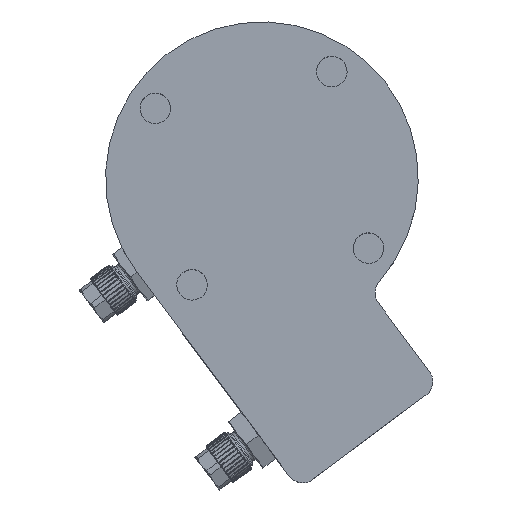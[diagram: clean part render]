
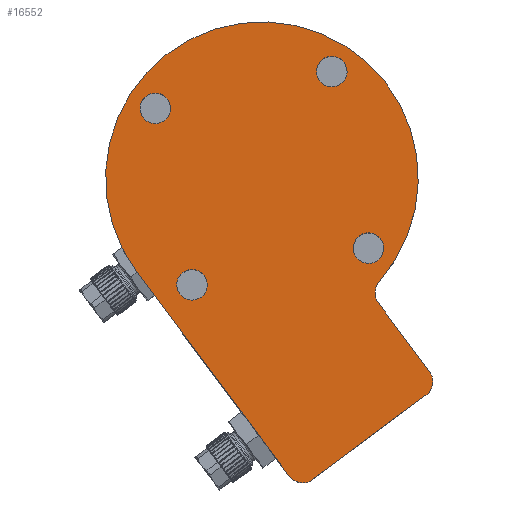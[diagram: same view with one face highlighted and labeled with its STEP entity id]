
A CAD part, top view. The second image highlights one B-rep face of the part: STEP entity #16552.
In plain terms, the highlighted planar face has unit normal (0, 0, 1).
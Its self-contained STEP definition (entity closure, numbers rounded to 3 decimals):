
#902=FACE_BOUND('',#4277,.T.);
#903=FACE_BOUND('',#4278,.T.);
#904=FACE_BOUND('',#4279,.T.);
#905=FACE_BOUND('',#4280,.T.);
#1326=LINE('',#33804,#2268);
#1332=LINE('',#33824,#2274);
#1336=LINE('',#33858,#2278);
#2268=VECTOR('',#20460,10.);
#2274=VECTOR('',#20478,10.);
#2278=VECTOR('',#20520,10.);
#3454=FACE_OUTER_BOUND('',#4276,.T.);
#4276=EDGE_LOOP('',(#12803,#12804,#12805,#12806,#12807,#12808,#12809));
#4277=EDGE_LOOP('',(#12810));
#4278=EDGE_LOOP('',(#12811));
#4279=EDGE_LOOP('',(#12812));
#4280=EDGE_LOOP('',(#12813));
#5186=CIRCLE('',#17733,46.);
#5187=CIRCLE('',#17735,4.5);
#5189=CIRCLE('',#17738,4.5);
#5191=CIRCLE('',#17741,4.5);
#5193=CIRCLE('',#17744,4.5);
#5199=CIRCLE('',#17754,5.);
#5201=CIRCLE('',#17757,5.);
#5203=CIRCLE('',#17760,5.);
#6774=VERTEX_POINT('',#33769);
#6776=VERTEX_POINT('',#33773);
#6777=VERTEX_POINT('',#33777);
#6779=VERTEX_POINT('',#33783);
#6781=VERTEX_POINT('',#33789);
#6783=VERTEX_POINT('',#33795);
#6785=VERTEX_POINT('',#33801);
#6792=VERTEX_POINT('',#33818);
#6794=VERTEX_POINT('',#33822);
#6795=VERTEX_POINT('',#33829);
#6797=VERTEX_POINT('',#33835);
#8913=EDGE_CURVE('',#6776,#6774,#5186,.T.);
#8914=EDGE_CURVE('',#6777,#6777,#5187,.T.);
#8917=EDGE_CURVE('',#6779,#6779,#5189,.T.);
#8920=EDGE_CURVE('',#6781,#6781,#5191,.T.);
#8923=EDGE_CURVE('',#6783,#6783,#5193,.T.);
#8927=EDGE_CURVE('',#6785,#6776,#1326,.T.);
#8937=EDGE_CURVE('',#6794,#6792,#1332,.T.);
#8938=EDGE_CURVE('',#6774,#6794,#5199,.T.);
#8940=EDGE_CURVE('',#6792,#6795,#5201,.T.);
#8943=EDGE_CURVE('',#6797,#6785,#5203,.T.);
#8954=EDGE_CURVE('',#6795,#6797,#1336,.T.);
#12803=ORIENTED_EDGE('',*,*,#8943,.F.);
#12804=ORIENTED_EDGE('',*,*,#8954,.F.);
#12805=ORIENTED_EDGE('',*,*,#8940,.F.);
#12806=ORIENTED_EDGE('',*,*,#8937,.F.);
#12807=ORIENTED_EDGE('',*,*,#8938,.F.);
#12808=ORIENTED_EDGE('',*,*,#8913,.F.);
#12809=ORIENTED_EDGE('',*,*,#8927,.F.);
#12810=ORIENTED_EDGE('',*,*,#8923,.T.);
#12811=ORIENTED_EDGE('',*,*,#8920,.T.);
#12812=ORIENTED_EDGE('',*,*,#8917,.T.);
#12813=ORIENTED_EDGE('',*,*,#8914,.T.);
#15293=PLANE('',#17771);
#16552=ADVANCED_FACE('',(#3454,#902,#903,#904,#905),#15293,.T.);
#17733=AXIS2_PLACEMENT_3D('',#33775,#20427,#20428);
#17735=AXIS2_PLACEMENT_3D('',#33778,#20431,#20432);
#17738=AXIS2_PLACEMENT_3D('',#33784,#20438,#20439);
#17741=AXIS2_PLACEMENT_3D('',#33790,#20445,#20446);
#17744=AXIS2_PLACEMENT_3D('',#33796,#20452,#20453);
#17754=AXIS2_PLACEMENT_3D('',#33826,#20481,#20482);
#17757=AXIS2_PLACEMENT_3D('',#33830,#20487,#20488);
#17760=AXIS2_PLACEMENT_3D('',#33836,#20494,#20495);
#17771=AXIS2_PLACEMENT_3D('',#33857,#20518,#20519);
#20427=DIRECTION('center_axis',(0.,0.,
-1.));
#20428=DIRECTION('ref_axis',(0.598,-0.801,0.));
#20431=DIRECTION('center_axis',(0.,0.,
-1.));
#20432=DIRECTION('ref_axis',(0.801,0.598,0.));
#20438=DIRECTION('center_axis',(0.,0.,
-1.));
#20439=DIRECTION('ref_axis',(0.598,-0.801,0.));
#20445=DIRECTION('center_axis',(0.,0.,
-1.));
#20446=DIRECTION('ref_axis',(-0.801,-0.598,0.));
#20452=DIRECTION('center_axis',(0.,0.,
-1.));
#20453=DIRECTION('ref_axis',(-0.598,0.801,0.));
#20460=DIRECTION('',(-0.598,0.801,0.));
#20478=DIRECTION('',(0.598,-0.801,0.));
#20481=DIRECTION('center_axis',(0.,0.,
1.));
#20482=DIRECTION('ref_axis',(-0.999,0.04,0.));
#20487=DIRECTION('center_axis',(0.,0.,
-1.));
#20488=DIRECTION('ref_axis',(0.99,-0.144,0.));
#20494=DIRECTION('center_axis',(0.,0.,
-1.));
#20495=DIRECTION('ref_axis',(-0.144,-0.99,0.));
#20518=DIRECTION('center_axis',(0.,0.,
1.));
#20519=DIRECTION('ref_axis',(-0.801,-0.598,0.));
#20520=DIRECTION('',(-0.801,-0.598,0.));
#33769=CARTESIAN_POINT('',(169.637,25.862,0.));
#33773=CARTESIAN_POINT('',(98.258,28.743,0.));
#33775=CARTESIAN_POINT('Origin',(135.117,56.265,0.));
#33777=CARTESIAN_POINT('',(110.949,22.213,0.));
#33778=CARTESIAN_POINT('Origin',(114.555,24.905,0.));
#33783=CARTESIAN_POINT('',(101.064,80.433,0.));
#33784=CARTESIAN_POINT('Origin',(103.757,76.827,0.));
#33789=CARTESIAN_POINT('',(159.285,90.317,0.));
#33790=CARTESIAN_POINT('Origin',(155.679,87.625,0.));
#33795=CARTESIAN_POINT('',(169.169,32.097,0.));
#33796=CARTESIAN_POINT('Origin',(166.477,35.703,0.));
#33801=CARTESIAN_POINT('',(143.13,-31.352,0.));
#33804=CARTESIAN_POINT('',(110.224,12.718,0.));
#33818=CARTESIAN_POINT('',(184.396,-0.54,0.));
#33822=CARTESIAN_POINT('',(169.383,19.566,0.));
#33824=CARTESIAN_POINT('',(175.422,11.479,0.));
#33826=CARTESIAN_POINT('Origin',(173.39,22.557,0.));
#33829=CARTESIAN_POINT('',(183.381,-7.538,0.));
#33830=CARTESIAN_POINT('Origin',(180.39,-3.532,0.));
#33835=CARTESIAN_POINT('',(150.128,-32.367,0.));
#33836=CARTESIAN_POINT('Origin',(147.137,-28.361,0.));
#33857=CARTESIAN_POINT('Origin',(148.878,37.836,0.));
#33858=CARTESIAN_POINT('',(156.438,-27.656,0.));
